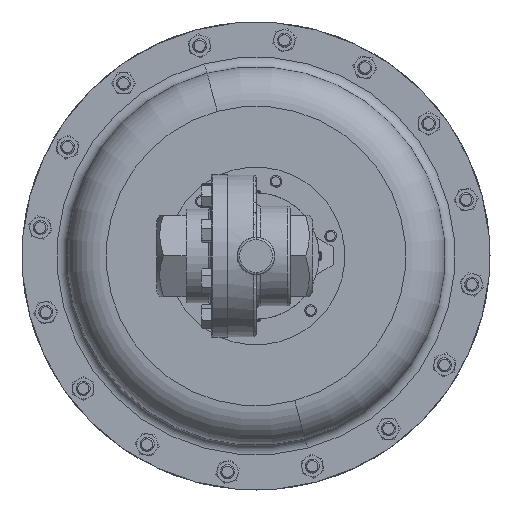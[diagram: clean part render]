
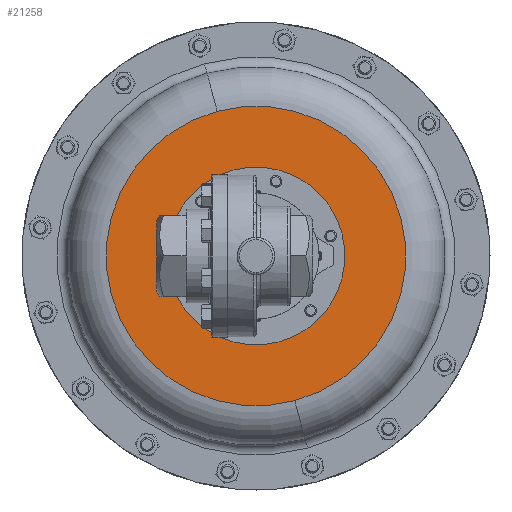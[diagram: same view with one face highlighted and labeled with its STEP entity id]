
A CAD part, front view. The second image highlights one B-rep face of the part: STEP entity #21258.
In plain terms, the highlighted planar face has unit normal (0, -1, 0).
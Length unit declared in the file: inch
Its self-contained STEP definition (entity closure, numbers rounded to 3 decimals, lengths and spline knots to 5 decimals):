
#745 = ORIENTED_EDGE ( 'NONE', *, *, #30976, .F. ) ;
#2201 = DIRECTION ( 'NONE',  ( -0.259, 0., 0.966 ) ) ;
#2934 = FACE_BOUND ( 'NONE', #19003, .T. ) ;
#3126 = DIRECTION ( 'NONE',  ( 0., -1., 0. ) ) ;
#3354 = ORIENTED_EDGE ( 'NONE', *, *, #5658, .F. ) ;
#3371 = DIRECTION ( 'NONE',  ( 0., 1., 0. ) ) ;
#3492 = AXIS2_PLACEMENT_3D ( 'NONE', #5793, #25756, #8662 ) ;
#4758 = DIRECTION ( 'NONE',  ( 0., 1., 0. ) ) ;
#5658 = EDGE_CURVE ( 'NONE', #26649, #18652, #15918, .T. ) ;
#5793 = CARTESIAN_POINT ( 'NONE',  ( 2.28313, 9.57865, 3.87371 ) ) ;
#8296 = CARTESIAN_POINT ( 'NONE',  ( 1.24785, 9.57865, 7.73741 ) ) ;
#8662 = DIRECTION ( 'NONE',  ( -0.259, 0., 0.966 ) ) ;
#8771 = EDGE_CURVE ( 'NONE', #16214, #18316, #22886, .T. ) ;
#10557 = FACE_OUTER_BOUND ( 'NONE', #25669, .T. ) ;
#11420 = CIRCLE ( 'NONE', #33897, 4. ) ;
#11749 = CIRCLE ( 'NONE', #12022, 2.375 ) ;
#12022 = AXIS2_PLACEMENT_3D ( 'NONE', #20489, #3371, #23357 ) ;
#14377 = ORIENTED_EDGE ( 'NONE', *, *, #8771, .T. ) ;
#14865 = CARTESIAN_POINT ( 'NONE',  ( 3.96251, 9.57865, 5.55309 ) ) ;
#15410 = CARTESIAN_POINT ( 'NONE',  ( 0.60375, 9.57865, 2.19433 ) ) ;
#15918 = CIRCLE ( 'NONE', #3492, 4. ) ;
#16214 = VERTEX_POINT ( 'NONE', #14865 ) ;
#16315 = AXIS2_PLACEMENT_3D ( 'NONE', #20240, #3126, #23098 ) ;
#18316 = VERTEX_POINT ( 'NONE', #15410 ) ;
#18652 = VERTEX_POINT ( 'NONE', #34379 ) ;
#18666 = AXIS2_PLACEMENT_3D ( 'NONE', #21871, #4758, #24739 ) ;
#19003 = EDGE_LOOP ( 'NONE', ( #28048, #14377 ) ) ;
#19310 = DIRECTION ( 'NONE',  ( 0., 1., 0. ) ) ;
#20240 = CARTESIAN_POINT ( 'NONE',  ( 6.14683, 9.57865, 4.90898 ) ) ;
#20489 = CARTESIAN_POINT ( 'NONE',  ( 2.28313, 9.57865, 3.87371 ) ) ;
#21258 = ADVANCED_FACE ( 'NONE', ( #10557, #2934 ), #22117, .T. ) ;
#21871 = CARTESIAN_POINT ( 'NONE',  ( 2.28313, 9.57865, 3.87371 ) ) ;
#22117 = PLANE ( 'NONE',  #16315 ) ;
#22875 = EDGE_CURVE ( 'NONE', #18316, #16214, #11749, .T. ) ;
#22886 = CIRCLE ( 'NONE', #18666, 2.375 ) ;
#23098 = DIRECTION ( 'NONE',  ( 0.259, 0., -0.966 ) ) ;
#23357 = DIRECTION ( 'NONE',  ( 0.707, 0., 0.707 ) ) ;
#24739 = DIRECTION ( 'NONE',  ( 0.707, 0., 0.707 ) ) ;
#25669 = EDGE_LOOP ( 'NONE', ( #3354, #745 ) ) ;
#25756 = DIRECTION ( 'NONE',  ( 0., 1., 0. ) ) ;
#26649 = VERTEX_POINT ( 'NONE', #8296 ) ;
#28048 = ORIENTED_EDGE ( 'NONE', *, *, #22875, .T. ) ;
#30976 = EDGE_CURVE ( 'NONE', #18652, #26649, #11420, .T. ) ;
#33897 = AXIS2_PLACEMENT_3D ( 'NONE', #36373, #19310, #2201 ) ;
#34379 = CARTESIAN_POINT ( 'NONE',  ( 3.3184, 9.57865, 0.01 ) ) ;
#36373 = CARTESIAN_POINT ( 'NONE',  ( 2.28313, 9.57865, 3.87371 ) ) ;
